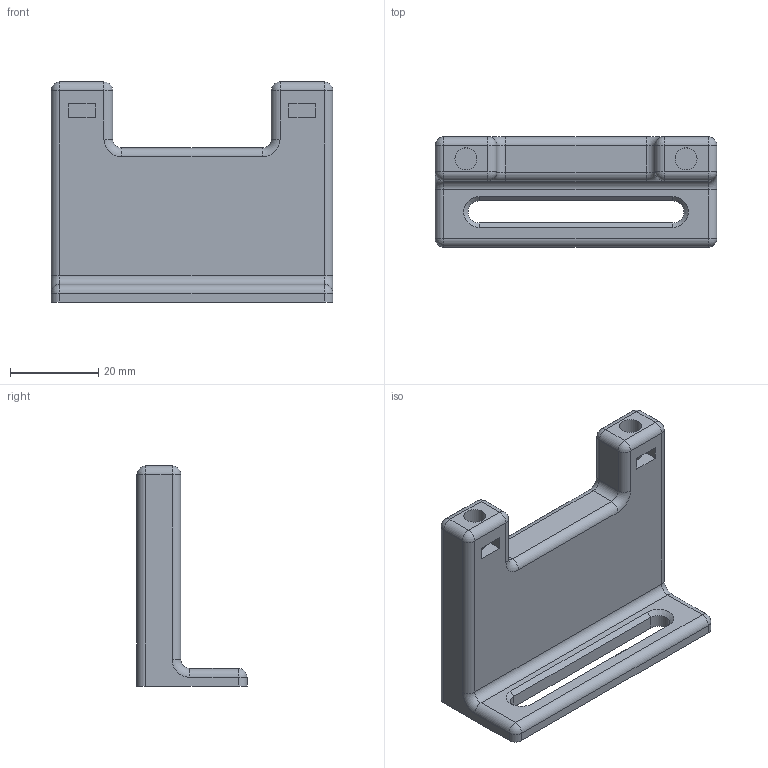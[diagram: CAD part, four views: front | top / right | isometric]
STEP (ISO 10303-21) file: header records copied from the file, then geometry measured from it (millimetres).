
FILE_DESCRIPTION(/* description */ (''),/* implementation_level */ '2;1');
FILE_NAME(/* name */ 'soporte0.2.stp',/* time_stamp */ '2015-09-21T10:41:52+02:00',/* author */ ('Startic'),/* organization */ (''),/* preprocessor_version */ 'ST-DEVELOPER v16.1',/* originating_system */ 'Autodesk Inventor LT ',/* authorisation */ '');
FILE_SCHEMA (('AUTOMOTIVE_DESIGN { 1 0 10303 214 3 1 1 }'));
Length unit declared in the file: millimetre
Products named in the file (1): soporte0.2
Bounding box: 64 x 25 x 50 mm (x, y, z)
Volume: 28171.7 mm3; surface area: 9997.8 mm2
Topology: 1 solids, 1 shells, 78 faces, 180 edges, 118 vertices
Faces by surface type: cylinder 32, plane 28, sphere 10, torus 6, cone 2
Full cylindrical faces by diameter (mm): 5 x4
Entity records: 2194 total; most frequent: DIRECTION 406, CARTESIAN_POINT 373, ORIENTED_EDGE 332, EDGE_CURVE 166, AXIS2_PLACEMENT_3D 151, LINE 104, VECTOR 104, VERTEX_POINT 98
